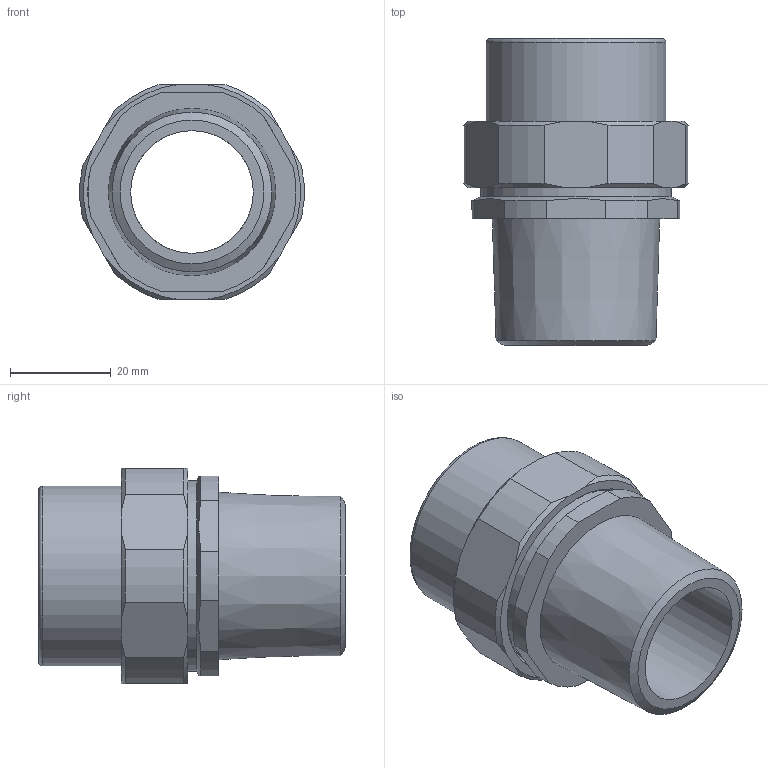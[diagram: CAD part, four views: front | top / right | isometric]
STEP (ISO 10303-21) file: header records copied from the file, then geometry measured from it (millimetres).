
FILE_DESCRIPTION(/* description */ (''),/* implementation_level */ '2;1');
FILE_NAME(/* name */ 'KIL_UNY100.stp',/* time_stamp */ '2021-03-31T16:02:17-05:00',/* author */ ('nsantoro'),/* organization */ (''),/* preprocessor_version */ 'ST-DEVELOPER v18',/* originating_system */ 'Autodesk Inventor 2020',/* authorisation */ '');
FILE_SCHEMA (('AUTOMOTIVE_DESIGN { 1 0 10303 214 3 1 1 }'));
Length unit declared in the file: inch
Products named in the file (1): UNY100_Shrinkwrap_1
Bounding box: 44.57 x 60.96 x 42.86 mm (x, y, z)
Volume: 32297.7 mm3; surface area: 18823.3 mm2
Topology: 3 solids, 3 shells, 63 faces, 180 edges, 124 vertices
Faces by surface type: cone 23, cylinder 20, plane 19, torus 1
Full cylindrical faces by diameter (mm): 24.384 x2, 35.814 x1, 36.322 x1, 37.846 x1, 38.354 x1, 38.608 x1, 39.624 x1
Entity records: 2205 total; most frequent: CARTESIAN_POINT 428, DIRECTION 367, ORIENTED_EDGE 360, EDGE_CURVE 180, AXIS2_PLACEMENT_3D 153, VERTEX_POINT 124, CIRCLE 89, EDGE_LOOP 70
